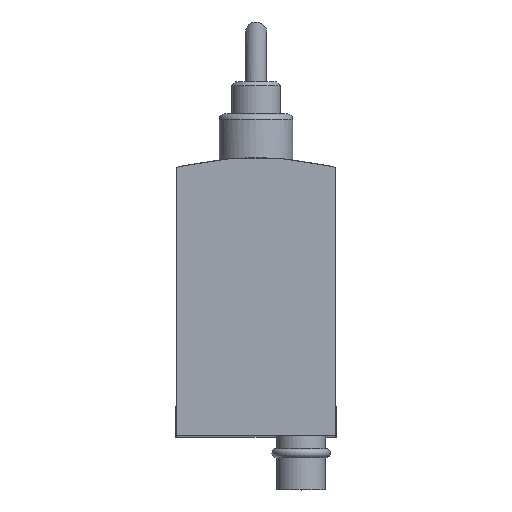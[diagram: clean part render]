
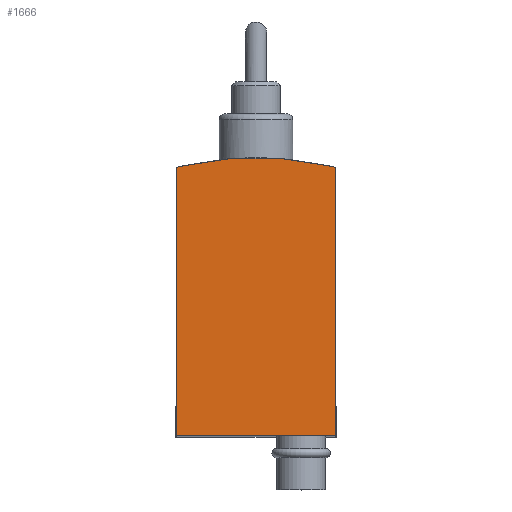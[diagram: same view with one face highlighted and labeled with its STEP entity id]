
A CAD part, top view. The second image highlights one B-rep face of the part: STEP entity #1666.
In plain terms, the highlighted planar face has unit normal (0, 0, 1).
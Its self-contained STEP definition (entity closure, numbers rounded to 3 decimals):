
#42=PLANE('',#1777);
#72=CIRCLE('',#1721,55.3);
#97=CIRCLE('',#1772,0.5);
#98=CIRCLE('',#1776,0.5);
#302=ORIENTED_EDGE('',*,*,#528,.T.);
#303=ORIENTED_EDGE('',*,*,#530,.T.);
#304=ORIENTED_EDGE('',*,*,#486,.T.);
#305=ORIENTED_EDGE('',*,*,#531,.T.);
#306=ORIENTED_EDGE('',*,*,#533,.T.);
#307=ORIENTED_EDGE('',*,*,#458,.T.);
#458=EDGE_CURVE('',#614,#615,#72,.T.);
#486=EDGE_CURVE('',#639,#638,#735,.T.);
#528=EDGE_CURVE('',#615,#660,#97,.T.);
#530=EDGE_CURVE('',#660,#639,#762,.T.);
#531=EDGE_CURVE('',#638,#661,#763,.T.);
#533=EDGE_CURVE('',#661,#614,#98,.T.);
#614=VERTEX_POINT('',#2282);
#615=VERTEX_POINT('',#2283);
#638=VERTEX_POINT('',#2349);
#639=VERTEX_POINT('',#2351);
#660=VERTEX_POINT('',#2436);
#661=VERTEX_POINT('',#2442);
#735=LINE('',#2350,#819);
#762=LINE('',#2439,#846);
#763=LINE('',#2441,#847);
#819=VECTOR('',#1920,1000.);
#846=VECTOR('',#2027,1000.);
#847=VECTOR('',#2030,1000.);
#921=EDGE_LOOP('',(#302,#303,#304,#305,#306,#307));
#1025=FACE_BOUND('',#921,.T.);
#1666=ADVANCED_FACE('',(#1025),#42,.T.);
#1721=AXIS2_PLACEMENT_3D('',#2281,#1876,#1877);
#1772=AXIS2_PLACEMENT_3D('',#2435,#2022,#2023);
#1776=AXIS2_PLACEMENT_3D('',#2445,#2034,#2035);
#1777=AXIS2_PLACEMENT_3D('',#2446,#2036,#2037);
#1876=DIRECTION('',(0.,0.,1.));
#1877=DIRECTION('',(1.,0.,0.));
#1920=DIRECTION('',(1.,0.,0.));
#2022=DIRECTION('',(0.,0.,1.));
#2023=DIRECTION('',(1.,0.,0.));
#2027=DIRECTION('',(0.,-1.,0.));
#2030=DIRECTION('',(0.,1.,0.));
#2034=DIRECTION('',(0.,0.,1.));
#2035=DIRECTION('',(1.,0.,0.));
#2036=DIRECTION('',(0.,0.,1.));
#2037=DIRECTION('',(1.,0.,0.));
#2281=CARTESIAN_POINT('',(0.,-10.,78.5));
#2282=CARTESIAN_POINT('',(12.614,43.842,78.5));
#2283=CARTESIAN_POINT('',(-12.614,43.842,78.5));
#2349=CARTESIAN_POINT('',(13.,0.,78.5));
#2350=CARTESIAN_POINT('',(-13.,0.,78.5));
#2351=CARTESIAN_POINT('',(-13.,0.,78.5));
#2435=CARTESIAN_POINT('',(-12.5,43.355,78.5));
#2436=CARTESIAN_POINT('',(-13.,43.355,78.5));
#2439=CARTESIAN_POINT('',(-13.,43.355,78.5));
#2441=CARTESIAN_POINT('',(13.,0.,78.5));
#2442=CARTESIAN_POINT('',(13.,43.355,78.5));
#2445=CARTESIAN_POINT('',(12.5,43.355,78.5));
#2446=CARTESIAN_POINT('',(-12.5,43.355,78.5));
